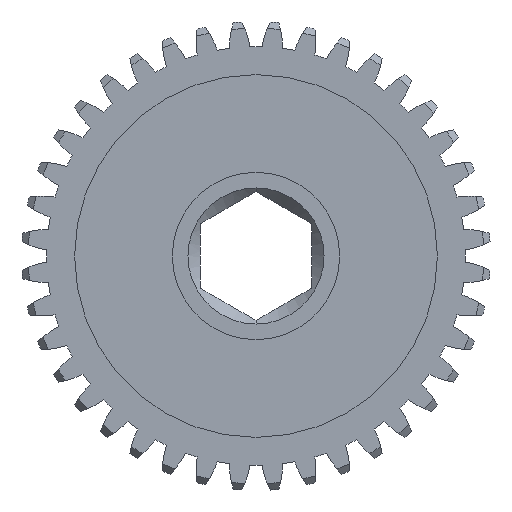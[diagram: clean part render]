
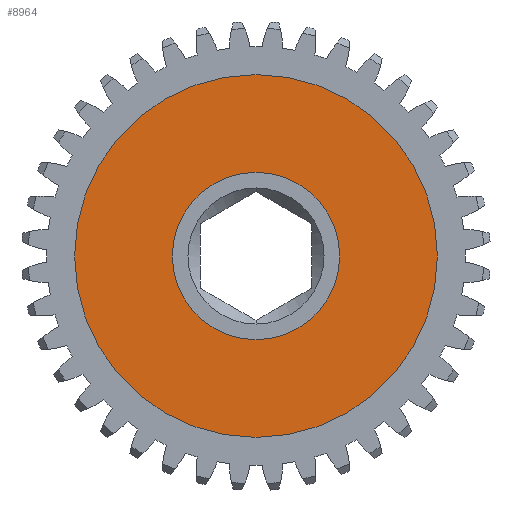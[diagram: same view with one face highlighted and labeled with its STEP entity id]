
A CAD part, left-side view. The second image highlights one B-rep face of the part: STEP entity #8964.
In plain terms, the highlighted planar face has unit normal (-1, 0, 0).
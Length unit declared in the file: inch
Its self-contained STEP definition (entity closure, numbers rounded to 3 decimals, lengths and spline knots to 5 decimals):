
#97 = FACE_OUTER_BOUND ( 'NONE', #8771, .T. ) ;
#503 = EDGE_CURVE ( 'NONE', #7358, #8948, #1465, .T. ) ;
#543 = AXIS2_PLACEMENT_3D ( 'NONE', #7864, #4346, #2789 ) ;
#616 = CARTESIAN_POINT ( 'NONE',  ( 0.1375, 0., -0.375 ) ) ;
#932 = CARTESIAN_POINT ( 'NONE',  ( 0.1375, 0., -0.8125 ) ) ;
#1090 = CIRCLE ( 'NONE', #7243, 0.8125 ) ;
#1247 = DIRECTION ( 'NONE',  ( 1., 0., 0. ) ) ;
#1333 = EDGE_CURVE ( 'NONE', #8948, #7358, #9016, .T. ) ;
#1431 = DIRECTION ( 'NONE',  ( 1., 0., 0. ) ) ;
#1465 = CIRCLE ( 'NONE', #543, 0.375 ) ;
#1527 = CARTESIAN_POINT ( 'NONE',  ( 0.1375, 0., 0. ) ) ;
#1913 = EDGE_CURVE ( 'NONE', #1945, #3503, #4568, .T. ) ;
#1945 = VERTEX_POINT ( 'NONE', #6280 ) ;
#1977 = DIRECTION ( 'NONE',  ( 0., 0., -1. ) ) ;
#2196 = DIRECTION ( 'NONE',  ( 0., 0., -1. ) ) ;
#2517 = DIRECTION ( 'NONE',  ( 0., 0., -1. ) ) ;
#2571 = AXIS2_PLACEMENT_3D ( 'NONE', #1527, #1431, #2196 ) ;
#2789 = DIRECTION ( 'NONE',  ( 0., 0., -1. ) ) ;
#2870 = CARTESIAN_POINT ( 'NONE',  ( 0.1375, 0., 0.375 ) ) ;
#2908 = AXIS2_PLACEMENT_3D ( 'NONE', #5755, #1247, #6375 ) ;
#2963 = DIRECTION ( 'NONE',  ( 1., 0., 0. ) ) ;
#3370 = ORIENTED_EDGE ( 'NONE', *, *, #1333, .T. ) ;
#3503 = VERTEX_POINT ( 'NONE', #932 ) ;
#3522 = FACE_BOUND ( 'NONE', #7250, .T. ) ;
#3664 = ORIENTED_EDGE ( 'NONE', *, *, #503, .T. ) ;
#4346 = DIRECTION ( 'NONE',  ( 1., 0., 0. ) ) ;
#4568 = CIRCLE ( 'NONE', #2908, 0.8125 ) ;
#5171 = ORIENTED_EDGE ( 'NONE', *, *, #8481, .F. ) ;
#5704 = PLANE ( 'NONE',  #2571 ) ;
#5755 = CARTESIAN_POINT ( 'NONE',  ( 0.1375, 0., 0. ) ) ;
#6280 = CARTESIAN_POINT ( 'NONE',  ( 0.1375, 0., 0.8125 ) ) ;
#6375 = DIRECTION ( 'NONE',  ( 0., 0., -1. ) ) ;
#6376 = ORIENTED_EDGE ( 'NONE', *, *, #1913, .F. ) ;
#6820 = DIRECTION ( 'NONE',  ( 1., 0., 0. ) ) ;
#7243 = AXIS2_PLACEMENT_3D ( 'NONE', #8519, #2963, #1977 ) ;
#7250 = EDGE_LOOP ( 'NONE', ( #3370, #3664 ) ) ;
#7358 = VERTEX_POINT ( 'NONE', #2870 ) ;
#7580 = CARTESIAN_POINT ( 'NONE',  ( 0.1375, 0., 0. ) ) ;
#7864 = CARTESIAN_POINT ( 'NONE',  ( 0.1375, 0., 0. ) ) ;
#8481 = EDGE_CURVE ( 'NONE', #3503, #1945, #1090, .T. ) ;
#8519 = CARTESIAN_POINT ( 'NONE',  ( 0.1375, 0., 0. ) ) ;
#8771 = EDGE_LOOP ( 'NONE', ( #6376, #5171 ) ) ;
#8948 = VERTEX_POINT ( 'NONE', #616 ) ;
#8964 = ADVANCED_FACE ( 'NONE', ( #97, #3522 ), #5704, .F. ) ;
#9016 = CIRCLE ( 'NONE', #9022, 0.375 ) ;
#9022 = AXIS2_PLACEMENT_3D ( 'NONE', #7580, #6820, #2517 ) ;
